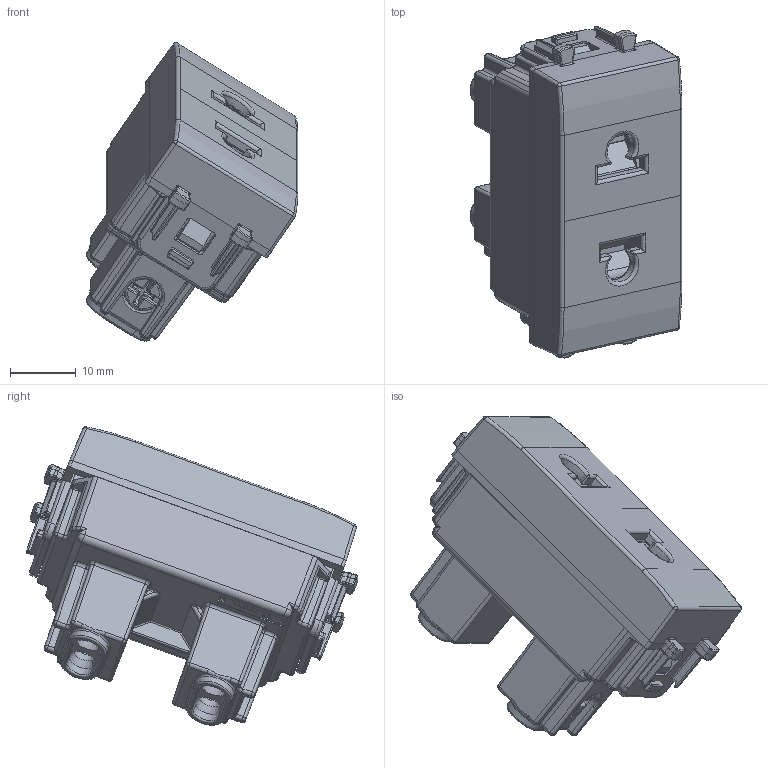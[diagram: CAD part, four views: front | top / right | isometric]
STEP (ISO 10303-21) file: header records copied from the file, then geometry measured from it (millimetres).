
FILE_DESCRIPTION(('CATIA V5 STEP Exchange'),'2;1');
FILE_NAME('441033S.stp','2024-03-06T10:18:16+00:00',('none'),('none'),'CATIA Version 5-6 Release 2016 SP6','CATIA V5 STEP AP203','none');
FILE_SCHEMA(('CONFIG_CONTROL_DESIGN'));
Products named in the file (1): STP
Assembly tree (11 placements, depth 2):
  STP
    #57  x2
    #11513  x2
    #13439  x2
    #14292
    #48856
    #87071  x2
    #90606
Bounding box: 32.28 x 50.61 x 45.51 mm (x, y, z)
Volume: 11492.6 mm3; surface area: 20047.2 mm2
Topology: 11 solids, 11 shells, 3574 faces, 9009 edges, 5251 vertices
Faces by surface type: plane 1567, cylinder 1178, bspline 388, sphere 241, cone 104, torus 56, extrusion 40
Entity records: 115382 total; most frequent: CARTESIAN_POINT 53669, ORIENTED_EDGE 14652, DIRECTION 9158, EDGE_CURVE 7326, VERTEX_POINT 4379, VECTOR 3504, LINE 3480, AXIS2_PLACEMENT_3D 3380
